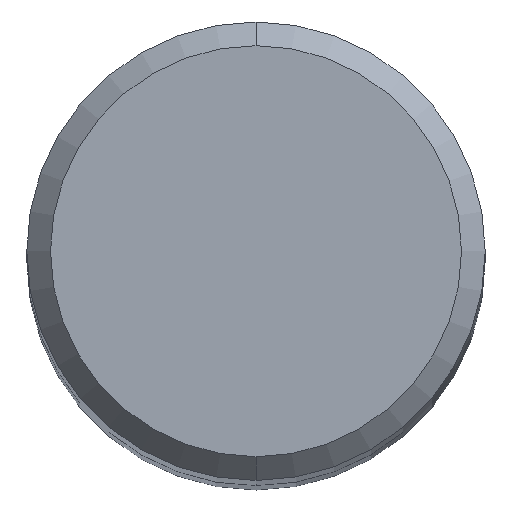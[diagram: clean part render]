
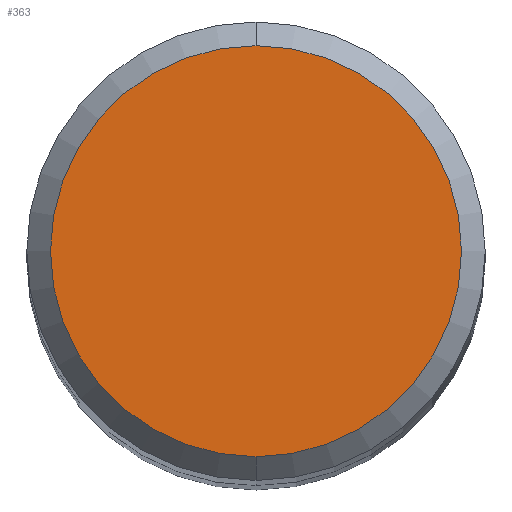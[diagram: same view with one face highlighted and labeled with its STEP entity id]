
A CAD part, top view. The second image highlights one B-rep face of the part: STEP entity #363.
In plain terms, the highlighted planar face has unit normal (0, 0, 1).
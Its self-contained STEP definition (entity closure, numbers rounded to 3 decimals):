
#209=VERTEX_POINT('',#488);
#223=EDGE_CURVE('',#209,#403,#504,.T.);
#271=EDGE_CURVE('',#403,#209,#555,.T.);
#363=ADVANCED_FACE('',(#660),#661,.T.);
#403=VERTEX_POINT('',#703);
#488=CARTESIAN_POINT('',(0.,-5.2,0.0));
#504=CIRCLE('',#910,5.2);
#555=CIRCLE('',#1012,5.2);
#660=FACE_OUTER_BOUND('',#1189,.T.);
#661=PLANE('',#1190);
#703=CARTESIAN_POINT('',(0.0,5.2,0.0));
#910=AXIS2_PLACEMENT_3D('',#1440,#1441,#1442);
#1012=AXIS2_PLACEMENT_3D('',#1484,#1485,#1486);
#1189=EDGE_LOOP('',(#1632,#1633));
#1190=AXIS2_PLACEMENT_3D('',#1634,#1635,#1636);
#1440=CARTESIAN_POINT('',(0.0,0.0,0.0));
#1441=DIRECTION('',(0.0,0.0,-1.0));
#1442=DIRECTION('',(0.0,1.0,0.0));
#1484=CARTESIAN_POINT('',(0.0,0.0,0.0));
#1485=DIRECTION('',(0.0,0.0,-1.0));
#1486=DIRECTION('',(0.0,1.0,0.0));
#1632=ORIENTED_EDGE('',*,*,#271,.F.);
#1633=ORIENTED_EDGE('',*,*,#223,.F.);
#1634=CARTESIAN_POINT('',(0.0,2.6,0.0));
#1635=DIRECTION('',(-0.0,0.0,1.0));
#1636=DIRECTION('',(0.0,-1.0,0.0));
